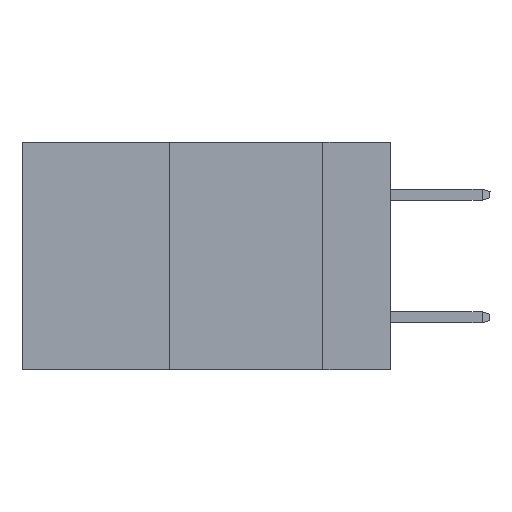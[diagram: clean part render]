
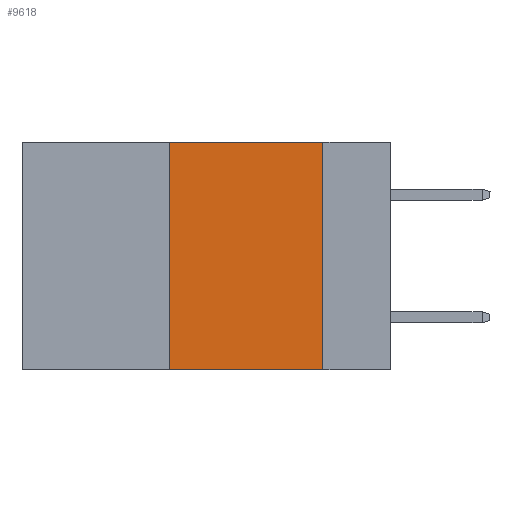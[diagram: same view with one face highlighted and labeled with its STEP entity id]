
A CAD part, left-side view. The second image highlights one B-rep face of the part: STEP entity #9618.
In plain terms, the highlighted planar face has unit normal (-1, 0, 0).
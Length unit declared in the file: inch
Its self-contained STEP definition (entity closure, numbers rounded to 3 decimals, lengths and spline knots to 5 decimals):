
#63 = CARTESIAN_POINT ( 'NONE',  ( 0., 0.6, 0. ) ) ;
#325 = LINE ( 'NONE', #6352, #7086 ) ;
#458 = FACE_OUTER_BOUND ( 'NONE', #9706, .T. ) ;
#596 = DIRECTION ( 'NONE',  ( 0., -1., 0. ) ) ;
#801 = EDGE_CURVE ( 'NONE', #9072, #2595, #9518, .T. ) ;
#1167 = DIRECTION ( 'NONE',  ( 0., 0., 1. ) ) ;
#1195 = LINE ( 'NONE', #2336, #7724 ) ;
#1306 = VERTEX_POINT ( 'NONE', #3833 ) ;
#1558 = VERTEX_POINT ( 'NONE', #4350 ) ;
#2045 = VECTOR ( 'NONE', #1167, 39.37008 ) ;
#2336 = CARTESIAN_POINT ( 'NONE',  ( 0., 0.11, 0. ) ) ;
#2365 = DIRECTION ( 'NONE',  ( 0., 0., -1. ) ) ;
#2568 = ORIENTED_EDGE ( 'NONE', *, *, #4732, .T. ) ;
#2595 = VERTEX_POINT ( 'NONE', #9213 ) ;
#3055 = DIRECTION ( 'NONE',  ( 0., 0., -1. ) ) ;
#3712 = ORIENTED_EDGE ( 'NONE', *, *, #8664, .F. ) ;
#3833 = CARTESIAN_POINT ( 'NONE',  ( 0., 0.11, -0.37 ) ) ;
#4160 = CARTESIAN_POINT ( 'NONE',  ( 0., 0.36, 0. ) ) ;
#4350 = CARTESIAN_POINT ( 'NONE',  ( 0., 0.36, -0.37 ) ) ;
#4732 = EDGE_CURVE ( 'NONE', #1558, #1306, #325, .T. ) ;
#5252 = ORIENTED_EDGE ( 'NONE', *, *, #7639, .F. ) ;
#6034 = AXIS2_PLACEMENT_3D ( 'NONE', #63, #6768, #3055 ) ;
#6352 = CARTESIAN_POINT ( 'NONE',  ( 0., 0.6, -0.37 ) ) ;
#6451 = CARTESIAN_POINT ( 'NONE',  ( 0., 0.36, 0. ) ) ;
#6768 = DIRECTION ( 'NONE',  ( 1., 0., 0. ) ) ;
#6799 = PLANE ( 'NONE',  #6034 ) ;
#7086 = VECTOR ( 'NONE', #9392, 39.37008 ) ;
#7318 = CARTESIAN_POINT ( 'NONE',  ( 0., 0.6, 0. ) ) ;
#7532 = VECTOR ( 'NONE', #596, 39.37008 ) ;
#7639 = EDGE_CURVE ( 'NONE', #1558, #9072, #8101, .T. ) ;
#7724 = VECTOR ( 'NONE', #2365, 39.37008 ) ;
#8101 = LINE ( 'NONE', #4160, #2045 ) ;
#8664 = EDGE_CURVE ( 'NONE', #2595, #1306, #1195, .T. ) ;
#9072 = VERTEX_POINT ( 'NONE', #6451 ) ;
#9213 = CARTESIAN_POINT ( 'NONE',  ( 0., 0.11, 0. ) ) ;
#9251 = ORIENTED_EDGE ( 'NONE', *, *, #801, .F. ) ;
#9392 = DIRECTION ( 'NONE',  ( 0., -1., 0. ) ) ;
#9518 = LINE ( 'NONE', #7318, #7532 ) ;
#9618 = ADVANCED_FACE ( 'NONE', ( #458 ), #6799, .F. ) ;
#9706 = EDGE_LOOP ( 'NONE', ( #3712, #9251, #5252, #2568 ) ) ;
